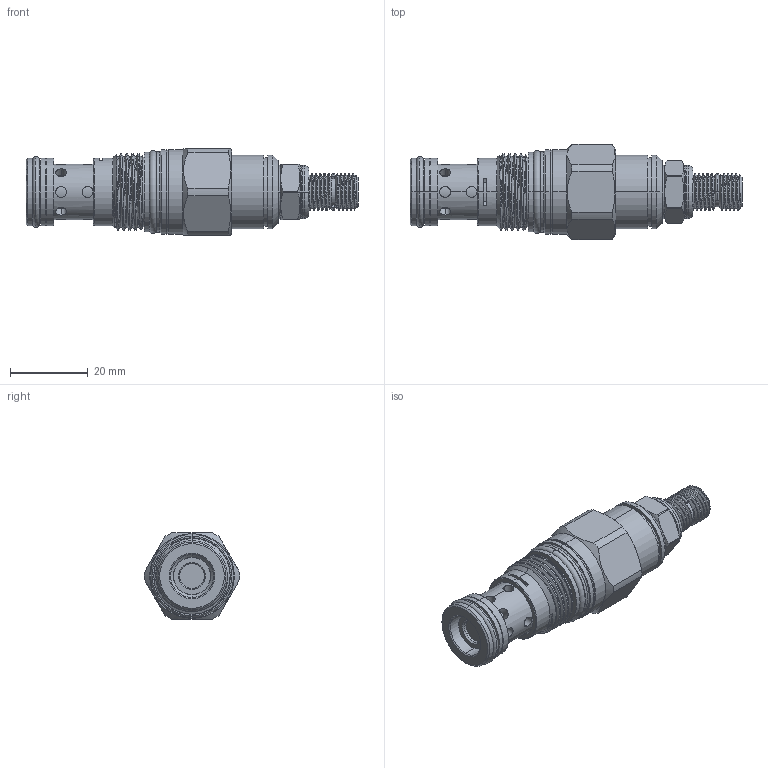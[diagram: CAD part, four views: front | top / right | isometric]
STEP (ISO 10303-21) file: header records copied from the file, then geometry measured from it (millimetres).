
FILE_DESCRIPTION (( 'STEP AP203' ), '1' );
FILE_NAME ('FR13A2C-L.STEP', '2020-03-20T01:01:12', ( '' ), ( '' ), 'SwSTEP 2.0', 'SolidWorks 2018', '' );
FILE_SCHEMA (( 'CONFIG_CONTROL_DESIGN' ));
Length unit declared in the file: millimetre
Products named in the file (1): FR13A2C-L
Bounding box: 85.51 x 24.59 x 22.22 mm (x, y, z)
Volume: 20323 mm3; surface area: 7777.4 mm2
Topology: 3 solids, 3 shells, 262 faces, 625 edges, 394 vertices
Faces by surface type: cylinder 138, plane 56, cone 37, torus 24, bspline 7
Entity records: 13915 total; most frequent: CARTESIAN_POINT 8038, ORIENTED_EDGE 1246, DIRECTION 1179, EDGE_CURVE 623, AXIS2_PLACEMENT_3D 486, VERTEX_POINT 394, EDGE_LOOP 291, ADVANCED_FACE 262
